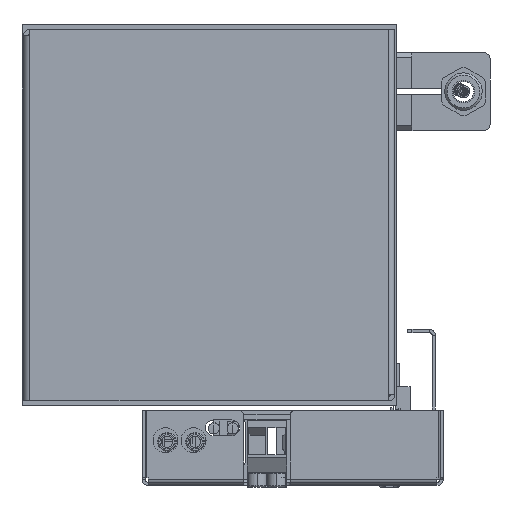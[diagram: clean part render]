
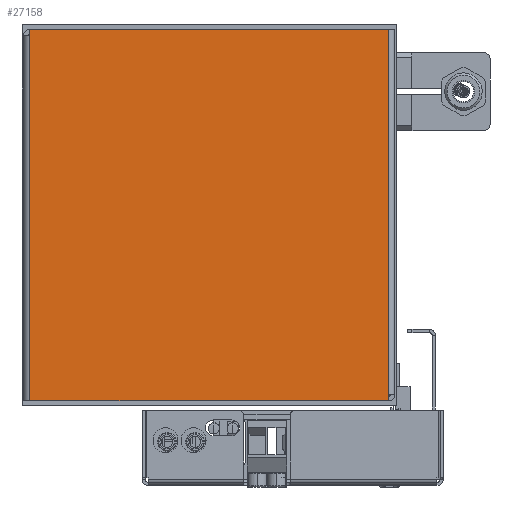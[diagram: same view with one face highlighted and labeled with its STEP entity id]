
A CAD part, left-side view. The second image highlights one B-rep face of the part: STEP entity #27158.
In plain terms, the highlighted planar face has unit normal (-1, 0, 0).
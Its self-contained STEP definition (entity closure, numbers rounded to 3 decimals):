
#884 = CARTESIAN_POINT ( 'NONE',  ( -320.708, 45.477, 226.287 ) ) ;
#1247 = VECTOR ( 'NONE', #35956, 1000. ) ;
#1360 = FACE_OUTER_BOUND ( 'NONE', #56310, .T. ) ;
#2136 = VERTEX_POINT ( 'NONE', #15134 ) ;
#4852 = LINE ( 'NONE', #31312, #31347 ) ;
#5137 = DIRECTION ( 'NONE',  ( 0., 1., 0. ) ) ;
#5492 = CARTESIAN_POINT ( 'NONE',  ( -320.708, -69.523, 226.287 ) ) ;
#5798 = AXIS2_PLACEMENT_3D ( 'NONE', #35302, #26942, #53971 ) ;
#9723 = ORIENTED_EDGE ( 'NONE', *, *, #35796, .T. ) ;
#10060 = LINE ( 'NONE', #27584, #55921 ) ;
#10869 = ORIENTED_EDGE ( 'NONE', *, *, #48318, .T. ) ;
#15134 = CARTESIAN_POINT ( 'NONE',  ( -320.708, 45.477, 345.287 ) ) ;
#15493 = EDGE_CURVE ( 'NONE', #41420, #48004, #40265, .T. ) ;
#18603 = VERTEX_POINT ( 'NONE', #27094 ) ;
#26066 = ORIENTED_EDGE ( 'NONE', *, *, #15493, .T. ) ;
#26942 = DIRECTION ( 'NONE',  ( -1., 0., 0. ) ) ;
#27094 = CARTESIAN_POINT ( 'NONE',  ( -320.708, -69.523, 345.287 ) ) ;
#27158 = ADVANCED_FACE ( 'NONE', ( #1360 ), #36446, .T. ) ;
#27584 = CARTESIAN_POINT ( 'NONE',  ( -320.708, 45.477, 226.287 ) ) ;
#29402 = DIRECTION ( 'NONE',  ( 0., 0., 1. ) ) ;
#31312 = CARTESIAN_POINT ( 'NONE',  ( -320.708, 45.477, 345.287 ) ) ;
#31347 = VECTOR ( 'NONE', #5137, 1000. ) ;
#35302 = CARTESIAN_POINT ( 'NONE',  ( -320.708, -190.223, 17.564 ) ) ;
#35796 = EDGE_CURVE ( 'NONE', #2136, #41420, #10060, .T. ) ;
#35956 = DIRECTION ( 'NONE',  ( 0., -1., 0. ) ) ;
#36446 = PLANE ( 'NONE',  #5798 ) ;
#40265 = LINE ( 'NONE', #884, #1247 ) ;
#40768 = VECTOR ( 'NONE', #29402, 1000. ) ;
#41327 = EDGE_CURVE ( 'NONE', #48004, #18603, #51538, .T. ) ;
#41420 = VERTEX_POINT ( 'NONE', #52109 ) ;
#42626 = CARTESIAN_POINT ( 'NONE',  ( -320.708, -69.523, 226.287 ) ) ;
#45102 = DIRECTION ( 'NONE',  ( 0., 0., -1. ) ) ;
#47619 = ORIENTED_EDGE ( 'NONE', *, *, #41327, .T. ) ;
#48004 = VERTEX_POINT ( 'NONE', #5492 ) ;
#48318 = EDGE_CURVE ( 'NONE', #18603, #2136, #4852, .T. ) ;
#51538 = LINE ( 'NONE', #42626, #40768 ) ;
#52109 = CARTESIAN_POINT ( 'NONE',  ( -320.708, 45.477, 226.287 ) ) ;
#53971 = DIRECTION ( 'NONE',  ( 0., 0., 1. ) ) ;
#55921 = VECTOR ( 'NONE', #45102, 1000. ) ;
#56310 = EDGE_LOOP ( 'NONE', ( #26066, #47619, #10869, #9723 ) ) ;
